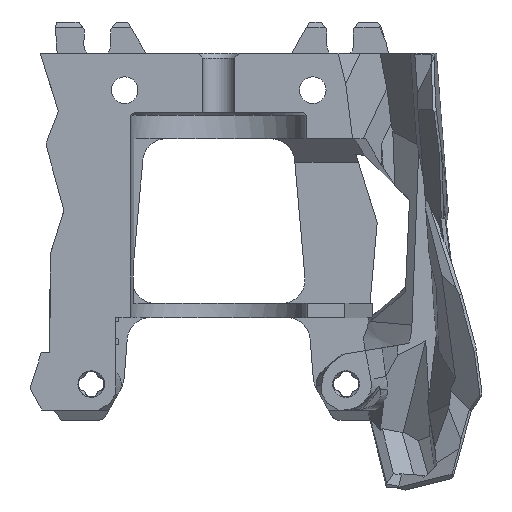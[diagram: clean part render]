
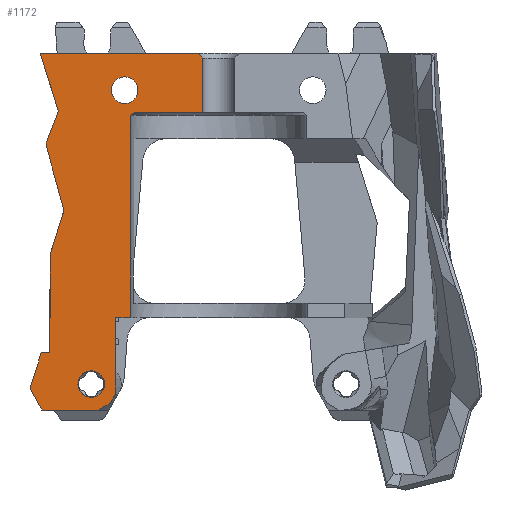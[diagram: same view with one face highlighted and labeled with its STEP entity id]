
A CAD part, front view. The second image highlights one B-rep face of the part: STEP entity #1172.
In plain terms, the highlighted planar face has unit normal (0, -1, 0).
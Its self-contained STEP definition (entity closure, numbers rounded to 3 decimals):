
#1172=ADVANCED_FACE('',(#4162,#4163,#4164),#1593,.F.);
#1593=PLANE('',#11115);
#1781=CIRCLE('',#11085,1.7);
#1782=CIRCLE('',#11087,1.7);
#1801=LINE('',#14064,#2959);
#1803=LINE('',#14073,#2961);
#1809=LINE('',#14102,#2967);
#2812=LINE('',#17685,#3970);
#2814=LINE('',#17689,#3972);
#2817=LINE('',#17695,#3975);
#2818=LINE('',#17697,#3976);
#2820=LINE('',#17701,#3978);
#2823=LINE('',#17707,#3981);
#2824=LINE('',#17709,#3982);
#2828=LINE('',#17717,#3986);
#2832=LINE('',#17725,#3990);
#2835=LINE('',#17731,#3993);
#2836=LINE('',#17733,#3994);
#2839=LINE('',#17738,#3997);
#2842=LINE('',#17743,#4000);
#2844=LINE('',#17747,#4002);
#2845=LINE('',#17751,#4003);
#2846=LINE('',#17755,#4004);
#2847=LINE('',#17759,#4005);
#2851=LINE('',#17776,#4009);
#2886=LINE('',#17890,#4044);
#2887=LINE('',#17892,#4045);
#2959=VECTOR('',#11202,1.);
#2961=VECTOR('',#11210,1.);
#2967=VECTOR('',#11222,1.);
#3970=VECTOR('',#13371,1.);
#3972=VECTOR('',#13375,1.);
#3975=VECTOR('',#13380,1.);
#3976=VECTOR('',#13383,1.);
#3978=VECTOR('',#13387,1.);
#3981=VECTOR('',#13392,1.);
#3982=VECTOR('',#13395,1.);
#3986=VECTOR('',#13401,1.);
#3990=VECTOR('',#13407,1.);
#3993=VECTOR('',#13412,1.);
#3994=VECTOR('',#13415,1.);
#3997=VECTOR('',#13420,1.);
#4000=VECTOR('',#13425,1.);
#4002=VECTOR('',#13429,1.);
#4003=VECTOR('',#13434,1.);
#4004=VECTOR('',#13439,1.);
#4005=VECTOR('',#13444,1.);
#4009=VECTOR('',#13458,1.);
#4044=VECTOR('',#13543,1.);
#4045=VECTOR('',#13546,1.);
#4162=FACE_BOUND('',#4657,.T.);
#4163=FACE_BOUND('',#4658,.T.);
#4164=FACE_BOUND('',#4659,.T.);
#4657=EDGE_LOOP('',(#7455,#7456,#7457,#7458,#7459,#7460,#7461,#7462,#7463,
#7464,#7465,#7466,#7467,#7468,#7469,#7470,#7471,#7472,#7473,#7474,#7475,
#7476,#7477));
#4658=EDGE_LOOP('',(#7478));
#4659=EDGE_LOOP('',(#7479));
#7455=ORIENTED_EDGE('',*,*,#8844,.T.);
#7456=ORIENTED_EDGE('',*,*,#8840,.F.);
#7457=ORIENTED_EDGE('',*,*,#10134,.T.);
#7458=ORIENTED_EDGE('',*,*,#10132,.T.);
#7459=ORIENTED_EDGE('',*,*,#10130,.T.);
#7460=ORIENTED_EDGE('',*,*,#10128,.F.);
#7461=ORIENTED_EDGE('',*,*,#10126,.T.);
#7462=ORIENTED_EDGE('',*,*,#10123,.T.);
#7463=ORIENTED_EDGE('',*,*,#10120,.F.);
#7464=ORIENTED_EDGE('',*,*,#10119,.F.);
#7465=ORIENTED_EDGE('',*,*,#10116,.T.);
#7466=ORIENTED_EDGE('',*,*,#10112,.F.);
#7467=ORIENTED_EDGE('',*,*,#10108,.F.);
#7468=ORIENTED_EDGE('',*,*,#10107,.F.);
#7469=ORIENTED_EDGE('',*,*,#10104,.T.);
#7470=ORIENTED_EDGE('',*,*,#10102,.F.);
#7471=ORIENTED_EDGE('',*,*,#10101,.F.);
#7472=ORIENTED_EDGE('',*,*,#10098,.F.);
#7473=ORIENTED_EDGE('',*,*,#10096,.T.);
#7474=ORIENTED_EDGE('',*,*,#10184,.T.);
#7475=ORIENTED_EDGE('',*,*,#8854,.F.);
#7476=ORIENTED_EDGE('',*,*,#10185,.T.);
#7477=ORIENTED_EDGE('',*,*,#10141,.T.);
#7478=ORIENTED_EDGE('',*,*,#10138,.T.);
#7479=ORIENTED_EDGE('',*,*,#10135,.T.);
#7853=VERTEX_POINT('',#14065);
#7854=VERTEX_POINT('',#14066);
#7857=VERTEX_POINT('',#14074);
#7866=VERTEX_POINT('',#14101);
#7867=VERTEX_POINT('',#14103);
#8669=VERTEX_POINT('',#17682);
#8670=VERTEX_POINT('',#17686);
#8671=VERTEX_POINT('',#17690);
#8672=VERTEX_POINT('',#17694);
#8673=VERTEX_POINT('',#17698);
#8674=VERTEX_POINT('',#17702);
#8675=VERTEX_POINT('',#17706);
#8676=VERTEX_POINT('',#17710);
#8679=VERTEX_POINT('',#17718);
#8682=VERTEX_POINT('',#17726);
#8683=VERTEX_POINT('',#17730);
#8684=VERTEX_POINT('',#17734);
#8685=VERTEX_POINT('',#17739);
#8686=VERTEX_POINT('',#17744);
#8687=VERTEX_POINT('',#17748);
#8688=VERTEX_POINT('',#17752);
#8689=VERTEX_POINT('',#17756);
#8690=VERTEX_POINT('',#17762);
#8691=VERTEX_POINT('',#17766);
#8692=VERTEX_POINT('',#17773);
#8840=EDGE_CURVE('',#7853,#7854,#1801,.T.);
#8844=EDGE_CURVE('',#7857,#7854,#1803,.T.);
#8854=EDGE_CURVE('',#7866,#7867,#1809,.T.);
#10096=EDGE_CURVE('',#8670,#8669,#2812,.T.);
#10098=EDGE_CURVE('',#8670,#8671,#2814,.T.);
#10101=EDGE_CURVE('',#8671,#8672,#2817,.T.);
#10102=EDGE_CURVE('',#8672,#8673,#2818,.T.);
#10104=EDGE_CURVE('',#8674,#8673,#2820,.T.);
#10107=EDGE_CURVE('',#8674,#8675,#2823,.T.);
#10108=EDGE_CURVE('',#8675,#8676,#2824,.T.);
#10112=EDGE_CURVE('',#8676,#8679,#2828,.T.);
#10116=EDGE_CURVE('',#8682,#8679,#2832,.T.);
#10119=EDGE_CURVE('',#8682,#8683,#2835,.T.);
#10120=EDGE_CURVE('',#8683,#8684,#2836,.T.);
#10123=EDGE_CURVE('',#8685,#8684,#2839,.T.);
#10126=EDGE_CURVE('',#8686,#8685,#2842,.T.);
#10128=EDGE_CURVE('',#8686,#8687,#2844,.T.);
#10130=EDGE_CURVE('',#8688,#8687,#2845,.T.);
#10132=EDGE_CURVE('',#8689,#8688,#2846,.T.);
#10134=EDGE_CURVE('',#7853,#8689,#2847,.T.);
#10135=EDGE_CURVE('',#8690,#8690,#1781,.T.);
#10138=EDGE_CURVE('',#8691,#8691,#1782,.T.);
#10141=EDGE_CURVE('',#8692,#7857,#2851,.T.);
#10184=EDGE_CURVE('',#8669,#7867,#2886,.T.);
#10185=EDGE_CURVE('',#7866,#8692,#2887,.T.);
#11085=AXIS2_PLACEMENT_3D('',#17761,#13447,#13448);
#11087=AXIS2_PLACEMENT_3D('',#17767,#13453,#13454);
#11115=AXIS2_PLACEMENT_3D('',#17893,#13547,#13548);
#11202=DIRECTION('',(-0.707,0.,-0.707));
#11210=DIRECTION('',(0.,0.,1.));
#11222=DIRECTION('',(-1.,0.,0.));
#13371=DIRECTION('',(0.,0.,1.));
#13375=DIRECTION('',(-0.5,0.,-0.866));
#13380=DIRECTION('',(-0.866,0.,-0.5));
#13383=DIRECTION('',(-1.,0.,0.));
#13387=DIRECTION('',(0.481,0.,-0.877));
#13392=DIRECTION('',(0.298,0.,0.955));
#13395=DIRECTION('',(1.,0.,0.));
#13401=DIRECTION('',(0.002,0.,1.));
#13407=DIRECTION('',(-0.298,0.,-0.955));
#13412=DIRECTION('',(-0.264,0.,0.964));
#13415=DIRECTION('',(0.,0.,1.));
#13420=DIRECTION('',(-0.355,0.,-0.935));
#13425=DIRECTION('',(0.299,0.,-0.954));
#13429=DIRECTION('',(1.,0.,0.));
#13434=DIRECTION('',(-0.707,0.,0.707));
#13439=DIRECTION('',(0.,0.,1.));
#13444=DIRECTION('',(1.,0.,0.));
#13447=DIRECTION('',(0.,1.,0.));
#13448=DIRECTION('',(1.,0.,0.));
#13453=DIRECTION('',(0.,1.,0.));
#13454=DIRECTION('',(-1.,0.,0.));
#13458=DIRECTION('',(0.011,0.,1.));
#13543=DIRECTION('',(0.,0.,1.));
#13546=DIRECTION('',(0.,0.,1.));
#13547=DIRECTION('',(0.,1.,0.));
#13548=DIRECTION('',(0.,0.,-1.));
#14064=CARTESIAN_POINT('',(-11.,0.,53.8));
#14065=CARTESIAN_POINT('',(-10.8,0.,54.));
#14066=CARTESIAN_POINT('',(-11.2,0.,53.6));
#14073=CARTESIAN_POINT('',(-11.2,0.,54.));
#14074=CARTESIAN_POINT('',(-11.2,0.,35.301));
#14101=CARTESIAN_POINT('',(-11.264,0.,27.8));
#14102=CARTESIAN_POINT('',(9.364,0.,27.8));
#14103=CARTESIAN_POINT('',(-13.15,0.,27.8));
#17682=CARTESIAN_POINT('',(-13.15,0.,19.068));
#17685=CARTESIAN_POINT('',(-13.15,0.,29.867));
#17686=CARTESIAN_POINT('',(-13.15,0.,18.071));
#17689=CARTESIAN_POINT('',(-11.565,0.,20.816));
#17690=CARTESIAN_POINT('',(-13.845,0.,16.867));
#17694=CARTESIAN_POINT('',(-15.345,0.,16.001));
#17695=CARTESIAN_POINT('',(0.496,0.,25.147));
#17697=CARTESIAN_POINT('',(-23.493,0.,16.001));
#17698=CARTESIAN_POINT('',(-22.569,0.,16.001));
#17701=CARTESIAN_POINT('',(-25.05,0.,20.521));
#17702=CARTESIAN_POINT('',(-24.067,0.,18.732));
#17706=CARTESIAN_POINT('',(-22.64,0.,23.301));
#17707=CARTESIAN_POINT('',(-23.108,0.,21.804));
#17709=CARTESIAN_POINT('',(6.662,0.,23.301));
#17710=CARTESIAN_POINT('',(-21.529,0.,23.301));
#17717=CARTESIAN_POINT('',(-21.543,0.,16.153));
#17718=CARTESIAN_POINT('',(-21.506,0.,35.799));
#17725=CARTESIAN_POINT('',(-19.739,0.,41.455));
#17726=CARTESIAN_POINT('',(-19.739,0.,41.455));
#17730=CARTESIAN_POINT('',(-22.,0.,49.71));
#17731=CARTESIAN_POINT('',(-19.579,0.,40.87));
#17733=CARTESIAN_POINT('',(-22.,0.,33.781));
#17734=CARTESIAN_POINT('',(-22.,0.,50.064));
#17738=CARTESIAN_POINT('',(-23.902,0.,45.055));
#17739=CARTESIAN_POINT('',(-20.455,0.,54.132));
#17743=CARTESIAN_POINT('',(-22.767,0.,61.5));
#17744=CARTESIAN_POINT('',(-22.767,0.,61.5));
#17747=CARTESIAN_POINT('',(-19.733,0.,61.5));
#17748=CARTESIAN_POINT('',(-2.65,0.,61.5));
#17751=CARTESIAN_POINT('',(-2.35,0.,61.2));
#17752=CARTESIAN_POINT('',(-2.05,0.,60.9));
#17755=CARTESIAN_POINT('',(-2.05,0.,61.5));
#17756=CARTESIAN_POINT('',(-2.05,0.,54.));
#17759=CARTESIAN_POINT('',(8.349,0.,54.));
#17761=CARTESIAN_POINT('',(-16.25,0.,19.301));
#17762=CARTESIAN_POINT('',(-17.95,0.,19.301));
#17766=CARTESIAN_POINT('',(-10.3,0.,56.8));
#17767=CARTESIAN_POINT('',(-12.,0.,56.8));
#17773=CARTESIAN_POINT('',(-11.264,0.,29.6));
#17776=CARTESIAN_POINT('',(-11.264,0.,29.6));
#17890=CARTESIAN_POINT('',(-13.15,0.,29.867));
#17892=CARTESIAN_POINT('',(-11.264,0.,28.));
#17893=CARTESIAN_POINT('',(16.698,0.,31.934));
